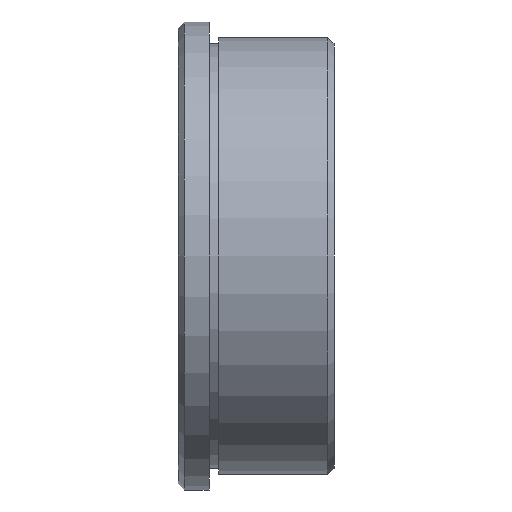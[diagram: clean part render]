
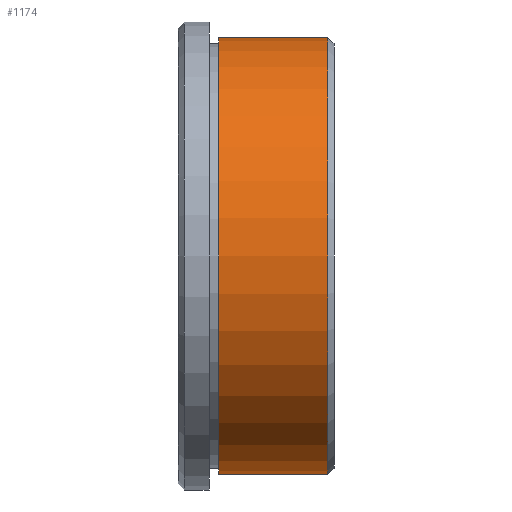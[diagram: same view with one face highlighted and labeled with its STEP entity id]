
A CAD part, left-side view. The second image highlights one B-rep face of the part: STEP entity #1174.
In plain terms, the highlighted cylindrical face has radius 7 mm (diameter 14 mm), a partial arc.
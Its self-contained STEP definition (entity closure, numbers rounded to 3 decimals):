
#250 = VERTEX_POINT('',#251);
#251 = CARTESIAN_POINT('',(0.,0.2,-7.));
#258 = VERTEX_POINT('',#259);
#259 = CARTESIAN_POINT('',(0.,0.2,7.));
#1095 = VERTEX_POINT('',#1096);
#1096 = CARTESIAN_POINT('',(0.,3.7,7.));
#1097 = VERTEX_POINT('',#1098);
#1098 = CARTESIAN_POINT('',(0.,3.7,-7.));
#1105 = EDGE_CURVE('',#1095,#258,#1106,.T.);
#1106 = LINE('',#1107,#1108);
#1107 = CARTESIAN_POINT('',(0.,4.,7.));
#1108 = VECTOR('',#1109,1.);
#1109 = DIRECTION('',(-0.,-1.,-0.));
#1112 = EDGE_CURVE('',#1097,#250,#1113,.T.);
#1113 = LINE('',#1114,#1115);
#1114 = CARTESIAN_POINT('',(0.,4.,-7.));
#1115 = VECTOR('',#1116,1.);
#1116 = DIRECTION('',(-0.,-1.,-0.));
#1174 = ADVANCED_FACE('',(#1175),#1193,.T.);
#1175 = FACE_BOUND('',#1176,.T.);
#1176 = EDGE_LOOP('',(#1177,#1178,#1185,#1186));
#1177 = ORIENTED_EDGE('',*,*,#1105,.F.);
#1178 = ORIENTED_EDGE('',*,*,#1179,.F.);
#1179 = EDGE_CURVE('',#1097,#1095,#1180,.T.);
#1180 = CIRCLE('',#1181,7.);
#1181 = AXIS2_PLACEMENT_3D('',#1182,#1183,#1184);
#1182 = CARTESIAN_POINT('',(0.,3.7,0.));
#1183 = DIRECTION('',(-0.,1.,0.));
#1184 = DIRECTION('',(0.,0.,1.));
#1185 = ORIENTED_EDGE('',*,*,#1112,.T.);
#1186 = ORIENTED_EDGE('',*,*,#1187,.T.);
#1187 = EDGE_CURVE('',#250,#258,#1188,.T.);
#1188 = CIRCLE('',#1189,7.);
#1189 = AXIS2_PLACEMENT_3D('',#1190,#1191,#1192);
#1190 = CARTESIAN_POINT('',(0.,0.2,0.));
#1191 = DIRECTION('',(-0.,1.,0.));
#1192 = DIRECTION('',(0.,0.,1.));
#1193 = CYLINDRICAL_SURFACE('',#1194,7.);
#1194 = AXIS2_PLACEMENT_3D('',#1195,#1196,#1197);
#1195 = CARTESIAN_POINT('',(0.,4.,0.));
#1196 = DIRECTION('',(-0.,-1.,-0.));
#1197 = DIRECTION('',(0.,0.,-1.));
